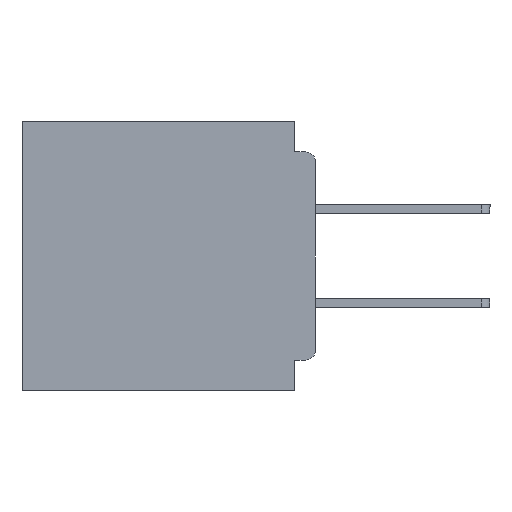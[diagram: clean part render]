
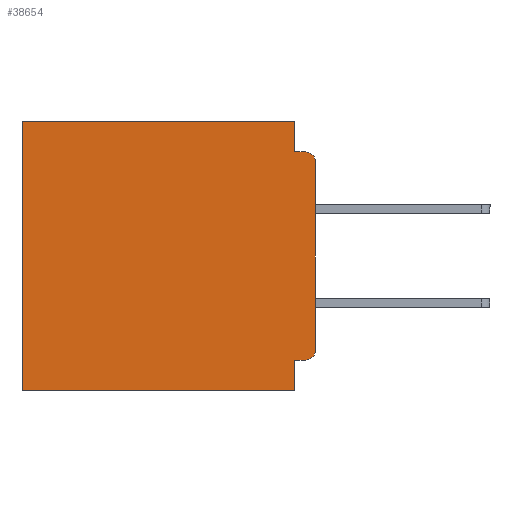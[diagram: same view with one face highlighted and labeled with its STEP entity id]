
A CAD part, left-side view. The second image highlights one B-rep face of the part: STEP entity #38654.
In plain terms, the highlighted planar face has unit normal (-1, 0, 0).
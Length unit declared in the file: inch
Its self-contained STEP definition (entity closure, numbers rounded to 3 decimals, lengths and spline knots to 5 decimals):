
#303 = CARTESIAN_POINT ( 'NONE',  ( 0.3, 0., -0.4 ) ) ;
#536 = CARTESIAN_POINT ( 'NONE',  ( 0.3, 0., -0.355 ) ) ;
#592 = ORIENTED_EDGE ( 'NONE', *, *, #39509, .F. ) ;
#1325 = CARTESIAN_POINT ( 'NONE',  ( 0.3, 0.015, -0.355 ) ) ;
#1564 = LINE ( 'NONE', #18971, #17050 ) ;
#2483 = CARTESIAN_POINT ( 'NONE',  ( 0.3, 0., -0.06 ) ) ;
#2690 = CARTESIAN_POINT ( 'NONE',  ( 0.3, 0.015, -0.06 ) ) ;
#3133 = DIRECTION ( 'NONE',  ( 0., 0., -1. ) ) ;
#3534 = PLANE ( 'NONE',  #13027 ) ;
#3867 = DIRECTION ( 'NONE',  ( -1., 0., 0. ) ) ;
#3900 = CARTESIAN_POINT ( 'NONE',  ( 0.3, 0.437, -0.4 ) ) ;
#4031 = CARTESIAN_POINT ( 'NONE',  ( 0.3, 0.437, 0. ) ) ;
#4269 = CARTESIAN_POINT ( 'NONE',  ( 0.3, 0.031, -0.355 ) ) ;
#4565 = VERTEX_POINT ( 'NONE', #4031 ) ;
#5061 = CARTESIAN_POINT ( 'NONE',  ( 0.3, 0.031, -0.4 ) ) ;
#5436 = CARTESIAN_POINT ( 'NONE',  ( 0.3, 0., -0.34 ) ) ;
#5823 = DIRECTION ( 'NONE',  ( 0., 0., -1. ) ) ;
#6371 = VERTEX_POINT ( 'NONE', #2483 ) ;
#6508 = DIRECTION ( 'NONE',  ( 1., 0., 0. ) ) ;
#6870 = VECTOR ( 'NONE', #22592, 39.37008 ) ;
#7560 = LINE ( 'NONE', #12324, #30900 ) ;
#8236 = DIRECTION ( 'NONE',  ( 0., 1., 0. ) ) ;
#9268 = ORIENTED_EDGE ( 'NONE', *, *, #18000, .T. ) ;
#10347 = CARTESIAN_POINT ( 'NONE',  ( 0.3, 0.031, 0. ) ) ;
#10409 = LINE ( 'NONE', #536, #17575 ) ;
#10600 = VERTEX_POINT ( 'NONE', #5436 ) ;
#10671 = LINE ( 'NONE', #21841, #33997 ) ;
#11348 = VECTOR ( 'NONE', #18320, 39.37008 ) ;
#11375 = EDGE_CURVE ( 'NONE', #16062, #33442, #1564, .T. ) ;
#12286 = EDGE_CURVE ( 'NONE', #12961, #4565, #39355, .T. ) ;
#12324 = CARTESIAN_POINT ( 'NONE',  ( 0.3, 0.031, -0.4 ) ) ;
#12325 = VERTEX_POINT ( 'NONE', #4269 ) ;
#12961 = VERTEX_POINT ( 'NONE', #10347 ) ;
#13027 = AXIS2_PLACEMENT_3D ( 'NONE', #303, #6508, #24873 ) ;
#13264 = EDGE_CURVE ( 'NONE', #6371, #33442, #38318, .T. ) ;
#15086 = ORIENTED_EDGE ( 'NONE', *, *, #12286, .T. ) ;
#15300 = ORIENTED_EDGE ( 'NONE', *, *, #20721, .F. ) ;
#15365 = CARTESIAN_POINT ( 'NONE',  ( 0.3, 0., -0.4 ) ) ;
#15843 = CARTESIAN_POINT ( 'NONE',  ( 0.3, 0.015, -0.045 ) ) ;
#16062 = VERTEX_POINT ( 'NONE', #22217 ) ;
#16709 = VECTOR ( 'NONE', #8236, 39.37008 ) ;
#16785 = ORIENTED_EDGE ( 'NONE', *, *, #34581, .F. ) ;
#17050 = VECTOR ( 'NONE', #21958, 39.37008 ) ;
#17575 = VECTOR ( 'NONE', #28165, 39.37008 ) ;
#17661 = DIRECTION ( 'NONE',  ( 0., 0., -1. ) ) ;
#18000 = EDGE_CURVE ( 'NONE', #38228, #10600, #28660, .T. ) ;
#18320 = DIRECTION ( 'NONE',  ( 0., 0., -1. ) ) ;
#18971 = CARTESIAN_POINT ( 'NONE',  ( 0.3, 0., -0.045 ) ) ;
#19293 = ORIENTED_EDGE ( 'NONE', *, *, #19963, .F. ) ;
#19963 = EDGE_CURVE ( 'NONE', #12325, #26215, #7560, .T. ) ;
#20431 = CARTESIAN_POINT ( 'NONE',  ( 0.3, 0., -0.4 ) ) ;
#20443 = LINE ( 'NONE', #15365, #11348 ) ;
#20721 = EDGE_CURVE ( 'NONE', #38228, #12325, #10409, .T. ) ;
#20974 = ORIENTED_EDGE ( 'NONE', *, *, #11375, .F. ) ;
#21841 = CARTESIAN_POINT ( 'NONE',  ( 0.3, 0.031, 0. ) ) ;
#21958 = DIRECTION ( 'NONE',  ( 0., -1., 0. ) ) ;
#22205 = CARTESIAN_POINT ( 'NONE',  ( 0.3, 0.015, -0.34 ) ) ;
#22217 = CARTESIAN_POINT ( 'NONE',  ( 0.3, 0.031, -0.045 ) ) ;
#22592 = DIRECTION ( 'NONE',  ( 0., 1., 0. ) ) ;
#22655 = EDGE_CURVE ( 'NONE', #4565, #34757, #27517, .T. ) ;
#23555 = CARTESIAN_POINT ( 'NONE',  ( 0.3, 0.437, -0.4 ) ) ;
#24071 = DIRECTION ( 'NONE',  ( -1., 0., 0. ) ) ;
#24873 = DIRECTION ( 'NONE',  ( 0., 0., -1. ) ) ;
#25211 = DIRECTION ( 'NONE',  ( 0., 0., -1. ) ) ;
#26215 = VERTEX_POINT ( 'NONE', #5061 ) ;
#26636 = LINE ( 'NONE', #20431, #16709 ) ;
#27517 = LINE ( 'NONE', #23555, #33771 ) ;
#28165 = DIRECTION ( 'NONE',  ( 0., 1., 0. ) ) ;
#28660 = CIRCLE ( 'NONE', #35111, 0.015 ) ;
#29961 = ORIENTED_EDGE ( 'NONE', *, *, #13264, .T. ) ;
#30900 = VECTOR ( 'NONE', #3133, 39.37008 ) ;
#31003 = DIRECTION ( 'NONE',  ( 0., 0., -1. ) ) ;
#31985 = FACE_OUTER_BOUND ( 'NONE', #39239, .T. ) ;
#32833 = EDGE_CURVE ( 'NONE', #12961, #16062, #10671, .T. ) ;
#33442 = VERTEX_POINT ( 'NONE', #15843 ) ;
#33711 = ORIENTED_EDGE ( 'NONE', *, *, #32833, .F. ) ;
#33771 = VECTOR ( 'NONE', #17661, 39.37008 ) ;
#33997 = VECTOR ( 'NONE', #31003, 39.37008 ) ;
#34581 = EDGE_CURVE ( 'NONE', #6371, #10600, #20443, .T. ) ;
#34757 = VERTEX_POINT ( 'NONE', #3900 ) ;
#35111 = AXIS2_PLACEMENT_3D ( 'NONE', #22205, #3867, #25211 ) ;
#37819 = CARTESIAN_POINT ( 'NONE',  ( 0.3, 0., 0. ) ) ;
#37968 = ORIENTED_EDGE ( 'NONE', *, *, #22655, .T. ) ;
#38228 = VERTEX_POINT ( 'NONE', #1325 ) ;
#38318 = CIRCLE ( 'NONE', #39163, 0.015 ) ;
#38654 = ADVANCED_FACE ( 'NONE', ( #31985 ), #3534, .F. ) ;
#39163 = AXIS2_PLACEMENT_3D ( 'NONE', #2690, #24071, #5823 ) ;
#39239 = EDGE_LOOP ( 'NONE', ( #16785, #29961, #20974, #33711, #15086, #37968, #592, #19293, #15300, #9268 ) ) ;
#39355 = LINE ( 'NONE', #37819, #6870 ) ;
#39509 = EDGE_CURVE ( 'NONE', #26215, #34757, #26636, .T. ) ;
